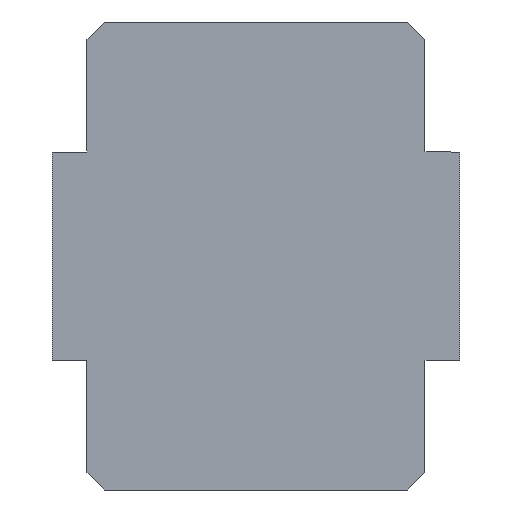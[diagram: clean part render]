
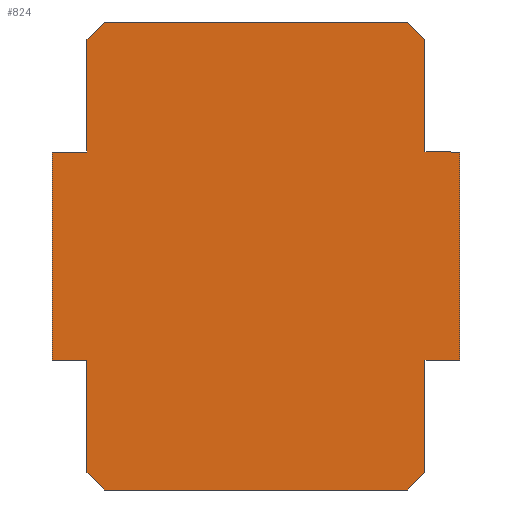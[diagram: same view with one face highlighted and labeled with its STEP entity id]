
A CAD part, front view. The second image highlights one B-rep face of the part: STEP entity #824.
In plain terms, the highlighted planar face has unit normal (0, -1, 0).
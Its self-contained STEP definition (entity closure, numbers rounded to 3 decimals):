
#36 = VECTOR ( 'NONE', #1041, 1000. ) ;
#73 = DIRECTION ( 'NONE',  ( 0., 1., 0. ) ) ;
#111 = CARTESIAN_POINT ( 'NONE',  ( 9.75, 0., 6. ) ) ;
#114 = CARTESIAN_POINT ( 'NONE',  ( 0., 0., 6. ) ) ;
#164 = LINE ( 'NONE', #1618, #737 ) ;
#176 = VECTOR ( 'NONE', #645, 1000. ) ;
#223 = CARTESIAN_POINT ( 'NONE',  ( 8.75, 0., 13.5 ) ) ;
#229 = CARTESIAN_POINT ( 'NONE',  ( 11.75, 0., -6. ) ) ;
#266 = DIRECTION ( 'NONE',  ( 0., 0., -1. ) ) ;
#307 = CARTESIAN_POINT ( 'NONE',  ( -9.75, 0., 6. ) ) ;
#343 = VECTOR ( 'NONE', #1418, 1000. ) ;
#356 = LINE ( 'NONE', #965, #767 ) ;
#366 = EDGE_LOOP ( 'NONE', ( #1838, #852, #1215, #1214, #1770, #617, #1420, #560, #1795, #890, #894, #768, #795, #1637, #1441, #1540 ) ) ;
#406 = VERTEX_POINT ( 'NONE', #1922 ) ;
#430 = LINE ( 'NONE', #912, #1430 ) ;
#432 = EDGE_CURVE ( 'NONE', #1623, #812, #522, .T. ) ;
#468 = DIRECTION ( 'NONE',  ( 0.707, 0., 0.707 ) ) ;
#481 = VECTOR ( 'NONE', #692, 1000. ) ;
#482 = CARTESIAN_POINT ( 'NONE',  ( -9.75, 0., 0. ) ) ;
#490 = CARTESIAN_POINT ( 'NONE',  ( -9.75, 0., -12.5 ) ) ;
#522 = LINE ( 'NONE', #1642, #672 ) ;
#559 = CARTESIAN_POINT ( 'NONE',  ( -8.75, 0., 13.5 ) ) ;
#560 = ORIENTED_EDGE ( 'NONE', *, *, #1024, .T. ) ;
#576 = LINE ( 'NONE', #1858, #1140 ) ;
#591 = LINE ( 'NONE', #903, #1818 ) ;
#617 = ORIENTED_EDGE ( 'NONE', *, *, #1446, .F. ) ;
#632 = DIRECTION ( 'NONE',  ( -0.707, 0., 0.707 ) ) ;
#645 = DIRECTION ( 'NONE',  ( 0., 0., 1. ) ) ;
#656 = EDGE_CURVE ( 'NONE', #1058, #1193, #659, .T. ) ;
#659 = LINE ( 'NONE', #1129, #1845 ) ;
#661 = VERTEX_POINT ( 'NONE', #1427 ) ;
#672 = VECTOR ( 'NONE', #891, 1000. ) ;
#673 = VECTOR ( 'NONE', #1834, 1000. ) ;
#685 = LINE ( 'NONE', #1643, #481 ) ;
#692 = DIRECTION ( 'NONE',  ( 1., 0., 0. ) ) ;
#700 = CARTESIAN_POINT ( 'NONE',  ( 9.75, 0., -6. ) ) ;
#733 = CARTESIAN_POINT ( 'NONE',  ( 9.75, 0., -12.5 ) ) ;
#737 = VECTOR ( 'NONE', #1108, 1000. ) ;
#761 = DIRECTION ( 'NONE',  ( 1., 0., 0. ) ) ;
#767 = VECTOR ( 'NONE', #1748, 1000. ) ;
#768 = ORIENTED_EDGE ( 'NONE', *, *, #936, .T. ) ;
#795 = ORIENTED_EDGE ( 'NONE', *, *, #997, .F. ) ;
#806 = LINE ( 'NONE', #1424, #176 ) ;
#812 = VERTEX_POINT ( 'NONE', #229 ) ;
#824 = ADVANCED_FACE ( 'NONE', ( #1203 ), #1510, .F. ) ;
#832 = VECTOR ( 'NONE', #1078, 1000. ) ;
#852 = ORIENTED_EDGE ( 'NONE', *, *, #1980, .T. ) ;
#860 = EDGE_CURVE ( 'NONE', #1220, #1508, #1997, .T. ) ;
#883 = EDGE_CURVE ( 'NONE', #661, #1630, #591, .T. ) ;
#888 = LINE ( 'NONE', #559, #36 ) ;
#890 = ORIENTED_EDGE ( 'NONE', *, *, #1883, .T. ) ;
#891 = DIRECTION ( 'NONE',  ( 0., 0., -1. ) ) ;
#894 = ORIENTED_EDGE ( 'NONE', *, *, #953, .T. ) ;
#903 = CARTESIAN_POINT ( 'NONE',  ( 0., 0., -6. ) ) ;
#912 = CARTESIAN_POINT ( 'NONE',  ( 0., 0., -13.5 ) ) ;
#936 = EDGE_CURVE ( 'NONE', #2002, #406, #2006, .T. ) ;
#953 = EDGE_CURVE ( 'NONE', #1429, #2002, #1925, .T. ) ;
#965 = CARTESIAN_POINT ( 'NONE',  ( 9.75, 0., 0. ) ) ;
#997 = EDGE_CURVE ( 'NONE', #1630, #406, #806, .T. ) ;
#1016 = EDGE_CURVE ( 'NONE', #661, #1058, #164, .T. ) ;
#1024 = EDGE_CURVE ( 'NONE', #1253, #1508, #1723, .T. ) ;
#1027 = EDGE_CURVE ( 'NONE', #1492, #1927, #356, .T. ) ;
#1041 = DIRECTION ( 'NONE',  ( -0.707, 0., -0.707 ) ) ;
#1058 = VERTEX_POINT ( 'NONE', #490 ) ;
#1076 = CARTESIAN_POINT ( 'NONE',  ( 8.75, 0., -13.5 ) ) ;
#1078 = DIRECTION ( 'NONE',  ( -1., 0., 0. ) ) ;
#1107 = CARTESIAN_POINT ( 'NONE',  ( -9.75, 0., 12.5 ) ) ;
#1108 = DIRECTION ( 'NONE',  ( 0., 0., -1. ) ) ;
#1120 = DIRECTION ( 'NONE',  ( 0.707, 0., -0.707 ) ) ;
#1129 = CARTESIAN_POINT ( 'NONE',  ( -9.75, 0., -12.5 ) ) ;
#1140 = VECTOR ( 'NONE', #1541, 1000. ) ;
#1192 = DIRECTION ( 'NONE',  ( 0., 0., 1. ) ) ;
#1193 = VERTEX_POINT ( 'NONE', #1543 ) ;
#1203 = FACE_OUTER_BOUND ( 'NONE', #366, .T. ) ;
#1209 = CARTESIAN_POINT ( 'NONE',  ( -8.75, 0., 13.5 ) ) ;
#1214 = ORIENTED_EDGE ( 'NONE', *, *, #1538, .T. ) ;
#1215 = ORIENTED_EDGE ( 'NONE', *, *, #1027, .F. ) ;
#1220 = VERTEX_POINT ( 'NONE', #1209 ) ;
#1239 = CARTESIAN_POINT ( 'NONE',  ( 9.75, 0., 0. ) ) ;
#1253 = VERTEX_POINT ( 'NONE', #1691 ) ;
#1266 = VERTEX_POINT ( 'NONE', #111 ) ;
#1352 = VECTOR ( 'NONE', #266, 1000. ) ;
#1353 = EDGE_CURVE ( 'NONE', #1193, #1983, #430, .T. ) ;
#1395 = AXIS2_PLACEMENT_3D ( 'NONE', #1501, #73, #1192 ) ;
#1417 = LINE ( 'NONE', #1076, #1617 ) ;
#1418 = DIRECTION ( 'NONE',  ( 0., 0., -1. ) ) ;
#1420 = ORIENTED_EDGE ( 'NONE', *, *, #1952, .F. ) ;
#1424 = CARTESIAN_POINT ( 'NONE',  ( -11.75, 0., 0. ) ) ;
#1427 = CARTESIAN_POINT ( 'NONE',  ( -9.75, 0., -6. ) ) ;
#1429 = VERTEX_POINT ( 'NONE', #1107 ) ;
#1430 = VECTOR ( 'NONE', #761, 1000. ) ;
#1441 = ORIENTED_EDGE ( 'NONE', *, *, #1016, .T. ) ;
#1443 = CARTESIAN_POINT ( 'NONE',  ( -11.75, 0., -6. ) ) ;
#1446 = EDGE_CURVE ( 'NONE', #1266, #1623, #685, .T. ) ;
#1492 = VERTEX_POINT ( 'NONE', #700 ) ;
#1501 = CARTESIAN_POINT ( 'NONE',  ( 0., 0., 0. ) ) ;
#1508 = VERTEX_POINT ( 'NONE', #223 ) ;
#1510 = PLANE ( 'NONE',  #1395 ) ;
#1538 = EDGE_CURVE ( 'NONE', #1492, #812, #576, .T. ) ;
#1540 = ORIENTED_EDGE ( 'NONE', *, *, #656, .T. ) ;
#1541 = DIRECTION ( 'NONE',  ( 1., 0., 0. ) ) ;
#1543 = CARTESIAN_POINT ( 'NONE',  ( -8.75, 0., -13.5 ) ) ;
#1617 = VECTOR ( 'NONE', #468, 1000. ) ;
#1618 = CARTESIAN_POINT ( 'NONE',  ( -9.75, 0., 0. ) ) ;
#1623 = VERTEX_POINT ( 'NONE', #2016 ) ;
#1630 = VERTEX_POINT ( 'NONE', #1443 ) ;
#1637 = ORIENTED_EDGE ( 'NONE', *, *, #883, .F. ) ;
#1642 = CARTESIAN_POINT ( 'NONE',  ( 11.75, 0., 0. ) ) ;
#1643 = CARTESIAN_POINT ( 'NONE',  ( 0., 0., 6. ) ) ;
#1683 = VECTOR ( 'NONE', #632, 1000. ) ;
#1691 = CARTESIAN_POINT ( 'NONE',  ( 9.75, 0., 12.5 ) ) ;
#1723 = LINE ( 'NONE', #1761, #1683 ) ;
#1748 = DIRECTION ( 'NONE',  ( 0., 0., -1. ) ) ;
#1761 = CARTESIAN_POINT ( 'NONE',  ( 9.75, 0., 12.5 ) ) ;
#1770 = ORIENTED_EDGE ( 'NONE', *, *, #432, .F. ) ;
#1795 = ORIENTED_EDGE ( 'NONE', *, *, #860, .F. ) ;
#1818 = VECTOR ( 'NONE', #1989, 1000. ) ;
#1833 = LINE ( 'NONE', #1239, #1352 ) ;
#1834 = DIRECTION ( 'NONE',  ( 1., 0., 0. ) ) ;
#1838 = ORIENTED_EDGE ( 'NONE', *, *, #1353, .T. ) ;
#1845 = VECTOR ( 'NONE', #1120, 1000. ) ;
#1858 = CARTESIAN_POINT ( 'NONE',  ( 0., 0., -6. ) ) ;
#1883 = EDGE_CURVE ( 'NONE', #1220, #1429, #888, .T. ) ;
#1922 = CARTESIAN_POINT ( 'NONE',  ( -11.75, 0., 6. ) ) ;
#1925 = LINE ( 'NONE', #482, #343 ) ;
#1927 = VERTEX_POINT ( 'NONE', #733 ) ;
#1952 = EDGE_CURVE ( 'NONE', #1253, #1266, #1833, .T. ) ;
#1980 = EDGE_CURVE ( 'NONE', #1983, #1927, #1417, .T. ) ;
#1983 = VERTEX_POINT ( 'NONE', #2031 ) ;
#1989 = DIRECTION ( 'NONE',  ( -1., 0., 0. ) ) ;
#1997 = LINE ( 'NONE', #2011, #673 ) ;
#2002 = VERTEX_POINT ( 'NONE', #307 ) ;
#2006 = LINE ( 'NONE', #114, #832 ) ;
#2011 = CARTESIAN_POINT ( 'NONE',  ( 0., 0., 13.5 ) ) ;
#2016 = CARTESIAN_POINT ( 'NONE',  ( 11.75, 0., 6. ) ) ;
#2031 = CARTESIAN_POINT ( 'NONE',  ( 8.75, 0., -13.5 ) ) ;
